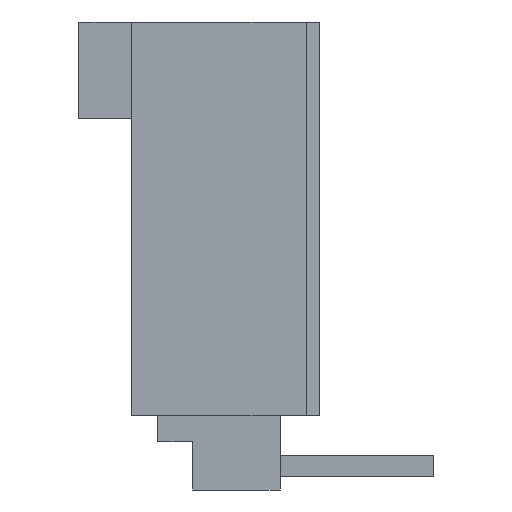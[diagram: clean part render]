
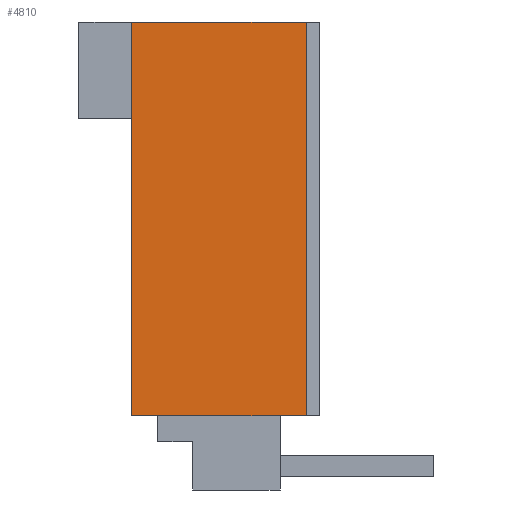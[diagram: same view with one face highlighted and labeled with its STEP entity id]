
A CAD part, left-side view. The second image highlights one B-rep face of the part: STEP entity #4810.
In plain terms, the highlighted planar face has unit normal (-1, 0, 0).
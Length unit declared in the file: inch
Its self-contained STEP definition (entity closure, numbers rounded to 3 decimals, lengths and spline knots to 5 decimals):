
#33=DIRECTION('',(0.,-1.,0.));
#34=VECTOR('',#33,0.2);
#35=CARTESIAN_POINT('',(-0.6,0.1,-0.225));
#36=LINE('',#35,#34);
#61=DIRECTION('',(0.,0.,1.));
#62=VECTOR('',#61,0.45);
#63=CARTESIAN_POINT('',(-0.6,-0.1,-0.225));
#64=LINE('',#63,#62);
#137=DIRECTION('',(0.,-1.,0.));
#138=VECTOR('',#137,0.2);
#139=CARTESIAN_POINT('',(-0.6,0.1,0.225));
#140=LINE('',#139,#138);
#793=DIRECTION('',(0.,0.,1.));
#794=VECTOR('',#793,0.45);
#795=CARTESIAN_POINT('',(-0.6,0.1,-0.225));
#796=LINE('',#795,#794);
#2929=CARTESIAN_POINT('',(-0.6,0.1,-0.225));
#2930=CARTESIAN_POINT('',(-0.6,-0.1,-0.225));
#2931=VERTEX_POINT('',#2929);
#2932=VERTEX_POINT('',#2930);
#2937=CARTESIAN_POINT('',(-0.6,0.1,0.225));
#2938=CARTESIAN_POINT('',(-0.6,-0.1,0.225));
#2939=VERTEX_POINT('',#2937);
#2940=VERTEX_POINT('',#2938);
#4799=CARTESIAN_POINT('',(-0.6,0.1,-0.225));
#4800=DIRECTION('',(-1.,0.,0.));
#4801=DIRECTION('',(0.,-1.,0.));
#4802=AXIS2_PLACEMENT_3D('',#4799,#4800,#4801);
#4803=PLANE('',#4802);
#4804=ORIENTED_EDGE('',*,*,#3876,.F.);
#4805=ORIENTED_EDGE('',*,*,#4385,.T.);
#4806=ORIENTED_EDGE('',*,*,#4027,.T.);
#4807=ORIENTED_EDGE('',*,*,#3914,.F.);
#4808=EDGE_LOOP('',(#4804,#4805,#4806,#4807));
#4809=FACE_OUTER_BOUND('',#4808,.F.);
#4810=ADVANCED_FACE('',(#4809),#4803,.T.);
#3876=EDGE_CURVE('',#2931,#2932,#36,.T.);
#3914=EDGE_CURVE('',#2932,#2940,#64,.T.);
#4027=EDGE_CURVE('',#2939,#2940,#140,.T.);
#4385=EDGE_CURVE('',#2931,#2939,#796,.T.);
